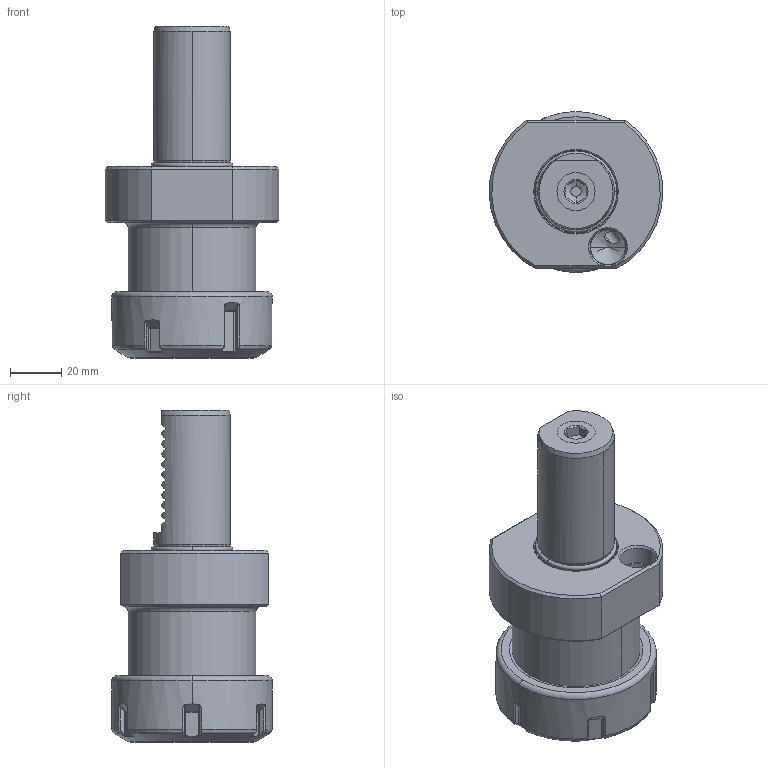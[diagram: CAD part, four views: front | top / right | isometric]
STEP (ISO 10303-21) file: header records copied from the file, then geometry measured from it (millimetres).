
FILE_DESCRIPTION((''),'2;1');
FILE_NAME('309_02_26','2020-09-29T',('101107'),(''),'CREO PARAMETRIC BY PTC INC, 2016260','CREO PARAMETRIC BY PTC INC, 2016260','');
FILE_SCHEMA(('CONFIG_CONTROL_DESIGN'));
Length unit declared in the file: millimetre
Products named in the file (1): 309_02_26
Bounding box: 67.89 x 62.9 x 130 mm (x, y, z)
Volume: 168636.6 mm3; surface area: 40134.7 mm2
Topology: 1 solids, 1 shells, 319 faces, 780 edges, 473 vertices
Faces by surface type: plane 104, cylinder 67, bspline 58, cone 45, torus 33, sphere 12
Entity records: 12282 total; most frequent: CARTESIAN_POINT 5324, ORIENTED_EDGE 1556, DIRECTION 1252, EDGE_CURVE 778, AXIS2_PLACEMENT_3D 479, VERTEX_POINT 473, EDGE_LOOP 333, FACE_OUTER_BOUND 319
